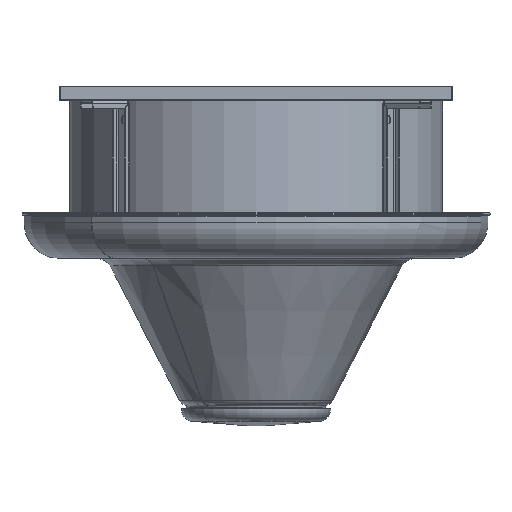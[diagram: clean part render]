
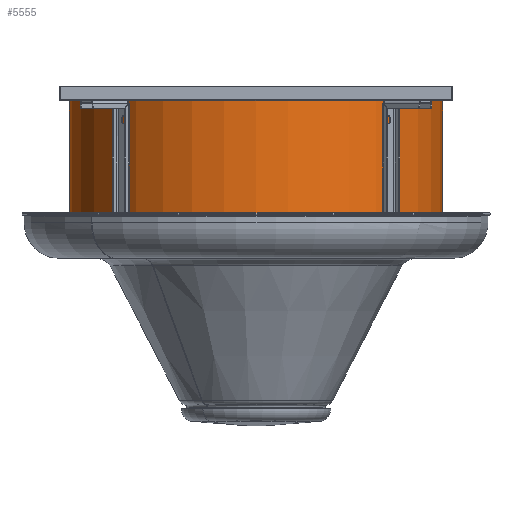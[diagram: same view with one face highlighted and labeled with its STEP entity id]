
A CAD part, front view. The second image highlights one B-rep face of the part: STEP entity #5555.
In plain terms, the highlighted cylindrical face has radius 441 mm (diameter 882 mm), a partial arc.
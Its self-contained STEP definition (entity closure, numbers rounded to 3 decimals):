
#534 = CIRCLE ( 'NONE', #10118, 441. ) ;
#559 = EDGE_LOOP ( 'NONE', ( #9066, #13006, #6024, #644 ) ) ;
#644 = ORIENTED_EDGE ( 'NONE', *, *, #8086, .T. ) ;
#877 = DIRECTION ( 'NONE',  ( 0., 0., -1. ) ) ;
#942 = EDGE_CURVE ( 'NONE', #7874, #8357, #534, .T. ) ;
#1069 = CARTESIAN_POINT ( 'NONE',  ( 0., 0., 337. ) ) ;
#2062 = CARTESIAN_POINT ( 'NONE',  ( 441., 0., 337. ) ) ;
#2455 = VERTEX_POINT ( 'NONE', #10513 ) ;
#3152 = VECTOR ( 'NONE', #11907, 1000. ) ;
#3514 = LINE ( 'NONE', #12864, #10708 ) ;
#3737 = DIRECTION ( 'NONE',  ( 0., 0., 1. ) ) ;
#4387 = DIRECTION ( 'NONE',  ( 0., 0., -1. ) ) ;
#4898 = VERTEX_POINT ( 'NONE', #6654 ) ;
#5381 = AXIS2_PLACEMENT_3D ( 'NONE', #1069, #4387, #5613 ) ;
#5555 = ADVANCED_FACE ( 'NONE', ( #6678 ), #12809, .T. ) ;
#5613 = DIRECTION ( 'NONE',  ( -1., 0., 0. ) ) ;
#6024 = ORIENTED_EDGE ( 'NONE', *, *, #12892, .T. ) ;
#6085 = LINE ( 'NONE', #9732, #3152 ) ;
#6654 = CARTESIAN_POINT ( 'NONE',  ( 441., 0., 0. ) ) ;
#6678 = FACE_OUTER_BOUND ( 'NONE', #559, .T. ) ;
#7069 = DIRECTION ( 'NONE',  ( 1., 0., 0. ) ) ;
#7874 = VERTEX_POINT ( 'NONE', #13240 ) ;
#7886 = DIRECTION ( 'NONE',  ( 1., 0., 0. ) ) ;
#8086 = EDGE_CURVE ( 'NONE', #2455, #4898, #10560, .T. ) ;
#8311 = AXIS2_PLACEMENT_3D ( 'NONE', #13344, #12305, #7886 ) ;
#8357 = VERTEX_POINT ( 'NONE', #2062 ) ;
#9066 = ORIENTED_EDGE ( 'NONE', *, *, #12226, .F. ) ;
#9732 = CARTESIAN_POINT ( 'NONE',  ( -441., 0., 337. ) ) ;
#10118 = AXIS2_PLACEMENT_3D ( 'NONE', #12549, #3737, #7069 ) ;
#10513 = CARTESIAN_POINT ( 'NONE',  ( -441., 0., 0. ) ) ;
#10560 = CIRCLE ( 'NONE', #8311, 441. ) ;
#10708 = VECTOR ( 'NONE', #877, 1000. ) ;
#11907 = DIRECTION ( 'NONE',  ( 0., 0., -1. ) ) ;
#12226 = EDGE_CURVE ( 'NONE', #8357, #4898, #3514, .T. ) ;
#12305 = DIRECTION ( 'NONE',  ( 0., 0., 1. ) ) ;
#12549 = CARTESIAN_POINT ( 'NONE',  ( 0., 0., 337. ) ) ;
#12809 = CYLINDRICAL_SURFACE ( 'NONE', #5381, 441. ) ;
#12864 = CARTESIAN_POINT ( 'NONE',  ( 441., 0., 337. ) ) ;
#12892 = EDGE_CURVE ( 'NONE', #7874, #2455, #6085, .T. ) ;
#13006 = ORIENTED_EDGE ( 'NONE', *, *, #942, .F. ) ;
#13240 = CARTESIAN_POINT ( 'NONE',  ( -441., 0., 337. ) ) ;
#13344 = CARTESIAN_POINT ( 'NONE',  ( 0., 0., 0. ) ) ;
